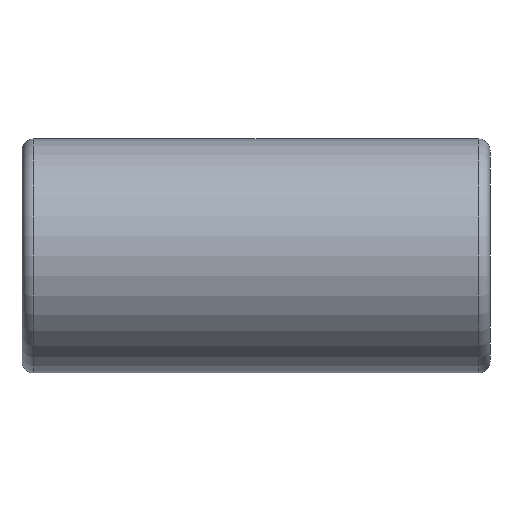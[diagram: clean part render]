
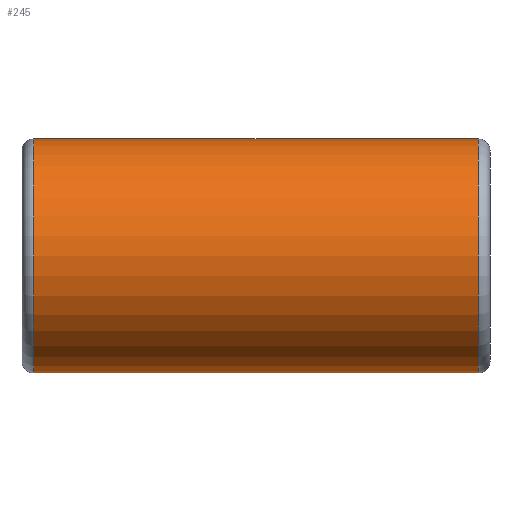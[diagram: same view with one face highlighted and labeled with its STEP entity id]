
A CAD part, left-side view. The second image highlights one B-rep face of the part: STEP entity #245.
In plain terms, the highlighted cylindrical face has radius 6.35 mm (diameter 12.7 mm), a partial arc.
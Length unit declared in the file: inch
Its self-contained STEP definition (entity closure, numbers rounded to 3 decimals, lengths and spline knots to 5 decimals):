
#23 = CARTESIAN_POINT ( 'NONE',  ( 0., 0.975, -0.25 ) ) ;
#31 = EDGE_CURVE ( 'NONE', #352, #225, #243, .T. ) ;
#121 = EDGE_CURVE ( 'NONE', #129, #392, #309, .T. ) ;
#125 = DIRECTION ( 'NONE',  ( 0., 1., 0. ) ) ;
#129 = VERTEX_POINT ( 'NONE', #23 ) ;
#134 = AXIS2_PLACEMENT_3D ( 'NONE', #290, #125, #214 ) ;
#158 = CARTESIAN_POINT ( 'NONE',  ( 0., 1., 0. ) ) ;
#165 = CARTESIAN_POINT ( 'NONE',  ( 0., 1., 0.25 ) ) ;
#179 = ORIENTED_EDGE ( 'NONE', *, *, #31, .F. ) ;
#185 = AXIS2_PLACEMENT_3D ( 'NONE', #500, #280, #539 ) ;
#206 = CYLINDRICAL_SURFACE ( 'NONE', #355, 0.25 ) ;
#214 = DIRECTION ( 'NONE',  ( 0., 0., 1. ) ) ;
#224 = FACE_OUTER_BOUND ( 'NONE', #495, .T. ) ;
#225 = VERTEX_POINT ( 'NONE', #493 ) ;
#243 = LINE ( 'NONE', #165, #445 ) ;
#245 = ADVANCED_FACE ( 'NONE', ( #224 ), #206, .T. ) ;
#280 = DIRECTION ( 'NONE',  ( 0., -1., 0. ) ) ;
#290 = CARTESIAN_POINT ( 'NONE',  ( 0., 0.025, 0. ) ) ;
#309 = LINE ( 'NONE', #491, #511 ) ;
#352 = VERTEX_POINT ( 'NONE', #503 ) ;
#355 = AXIS2_PLACEMENT_3D ( 'NONE', #158, #367, #535 ) ;
#360 = EDGE_CURVE ( 'NONE', #352, #129, #415, .T. ) ;
#367 = DIRECTION ( 'NONE',  ( 0., -1., 0. ) ) ;
#372 = CIRCLE ( 'NONE', #134, 0.25 ) ;
#392 = VERTEX_POINT ( 'NONE', #410 ) ;
#399 = DIRECTION ( 'NONE',  ( 0., -1., 0. ) ) ;
#402 = ORIENTED_EDGE ( 'NONE', *, *, #360, .T. ) ;
#410 = CARTESIAN_POINT ( 'NONE',  ( 0., 0.025, -0.25 ) ) ;
#415 = CIRCLE ( 'NONE', #185, 0.25 ) ;
#428 = ORIENTED_EDGE ( 'NONE', *, *, #121, .T. ) ;
#434 = EDGE_CURVE ( 'NONE', #392, #225, #372, .T. ) ;
#445 = VECTOR ( 'NONE', #461, 39.37008 ) ;
#461 = DIRECTION ( 'NONE',  ( 0., -1., 0. ) ) ;
#481 = ORIENTED_EDGE ( 'NONE', *, *, #434, .T. ) ;
#491 = CARTESIAN_POINT ( 'NONE',  ( 0., 1., -0.25 ) ) ;
#493 = CARTESIAN_POINT ( 'NONE',  ( 0., 0.025, 0.25 ) ) ;
#495 = EDGE_LOOP ( 'NONE', ( #179, #402, #428, #481 ) ) ;
#500 = CARTESIAN_POINT ( 'NONE',  ( 0., 0.975, 0. ) ) ;
#503 = CARTESIAN_POINT ( 'NONE',  ( 0., 0.975, 0.25 ) ) ;
#511 = VECTOR ( 'NONE', #399, 39.37008 ) ;
#535 = DIRECTION ( 'NONE',  ( 0., 0., -1. ) ) ;
#539 = DIRECTION ( 'NONE',  ( 0., 0., 1. ) ) ;
